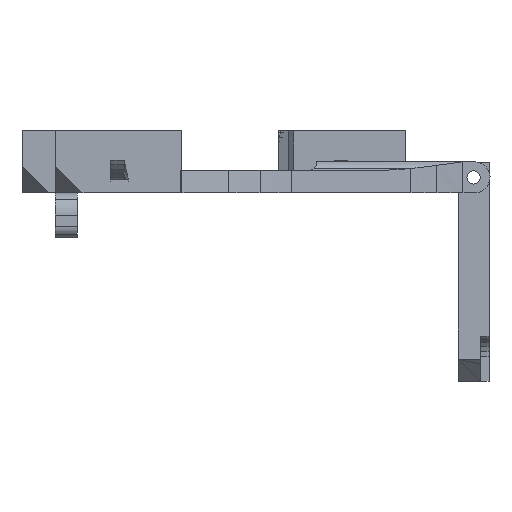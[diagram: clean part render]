
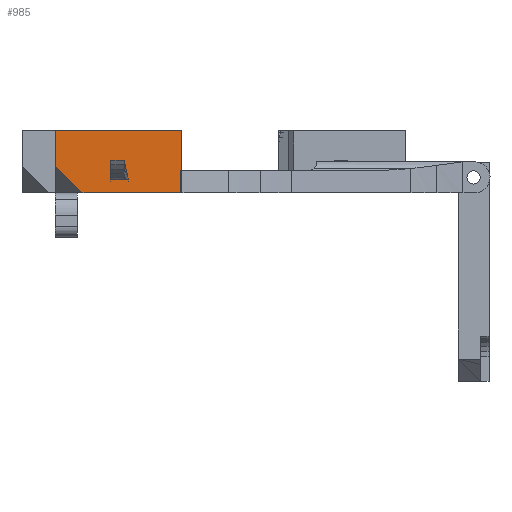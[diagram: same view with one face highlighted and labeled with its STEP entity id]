
A CAD part, left-side view. The second image highlights one B-rep face of the part: STEP entity #985.
In plain terms, the highlighted planar face has unit normal (-1, 0, 0).
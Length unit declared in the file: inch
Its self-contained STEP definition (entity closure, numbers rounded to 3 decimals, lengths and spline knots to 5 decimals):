
#985=ADVANCED_FACE('',(#2818,#2819),#2820,.T.);
#2818=FACE_BOUND('',#5507,.T.);
#2819=FACE_OUTER_BOUND('',#5508,.T.);
#2820=PLANE('',#5509);
#5507=EDGE_LOOP('',(#8302,#8303,#8304,#8305,#8306,#8307,#8308));
#5508=EDGE_LOOP('',(#8309,#8310,#8311,#8312,#8313,#8314,#8315,#8316,#8317));
#5509=AXIS2_PLACEMENT_3D('',#8318,#8319,#8320);
#8302=ORIENTED_EDGE('',*,*,#16281,.F.);
#8303=ORIENTED_EDGE('',*,*,#16282,.F.);
#8304=ORIENTED_EDGE('',*,*,#16283,.T.);
#8305=ORIENTED_EDGE('',*,*,#16284,.T.);
#8306=ORIENTED_EDGE('',*,*,#16285,.T.);
#8307=ORIENTED_EDGE('',*,*,#16286,.F.);
#8308=ORIENTED_EDGE('',*,*,#16287,.F.);
#8309=ORIENTED_EDGE('',*,*,#16288,.F.);
#8310=ORIENTED_EDGE('',*,*,#16289,.T.);
#8311=ORIENTED_EDGE('',*,*,#16290,.T.);
#8312=ORIENTED_EDGE('',*,*,#16291,.T.);
#8313=ORIENTED_EDGE('',*,*,#16292,.T.);
#8314=ORIENTED_EDGE('',*,*,#16293,.T.);
#8315=ORIENTED_EDGE('',*,*,#16294,.T.);
#8316=ORIENTED_EDGE('',*,*,#16295,.T.);
#8317=ORIENTED_EDGE('',*,*,#16296,.F.);
#8318=CARTESIAN_POINT('',(-1.37835,0.25926,0.19685));
#8319=DIRECTION('',(-1.0,0.0,0.0));
#8320=DIRECTION('',(0.0,-0.0,1.0));
#16281=EDGE_CURVE('',#19507,#19508,#19509,.T.);
#16282=EDGE_CURVE('',#19510,#19507,#19511,.T.);
#16283=EDGE_CURVE('',#19510,#19512,#19513,.T.);
#16284=EDGE_CURVE('',#19512,#19514,#19515,.T.);
#16285=EDGE_CURVE('',#19514,#19516,#19517,.T.);
#16286=EDGE_CURVE('',#19518,#19516,#19519,.T.);
#16287=EDGE_CURVE('',#19508,#19518,#19520,.T.);
#16288=EDGE_CURVE('',#19521,#19522,#19523,.T.);
#16289=EDGE_CURVE('',#19521,#19524,#19525,.T.);
#16290=EDGE_CURVE('',#19524,#19526,#19527,.T.);
#16291=EDGE_CURVE('',#19526,#19528,#19529,.T.);
#16292=EDGE_CURVE('',#19528,#19530,#19531,.F.);
#16293=EDGE_CURVE('',#19530,#19532,#19533,.F.);
#16294=EDGE_CURVE('',#19532,#19534,#19535,.F.);
#16295=EDGE_CURVE('',#19534,#19536,#19537,.T.);
#16296=EDGE_CURVE('',#19522,#19536,#19538,.T.);
#19507=VERTEX_POINT('',#24285);
#19508=VERTEX_POINT('',#24286);
#19509=LINE('',#24287,#24288);
#19510=VERTEX_POINT('',#24289);
#19511=LINE('',#24290,#24291);
#19512=VERTEX_POINT('',#24292);
#19513=LINE('',#24293,#24294);
#19514=VERTEX_POINT('',#24295);
#19515=LINE('',#24296,#24297);
#19516=VERTEX_POINT('',#24298);
#19517=LINE('',#24299,#24300);
#19518=VERTEX_POINT('',#24301);
#19519=LINE('',#24302,#24303);
#19520=LINE('',#24304,#24305);
#19521=VERTEX_POINT('',#24306);
#19522=VERTEX_POINT('',#24307);
#19523=LINE('',#24308,#24309);
#19524=VERTEX_POINT('',#24310);
#19525=LINE('',#24311,#24312);
#19526=VERTEX_POINT('',#24313);
#19527=LINE('',#24314,#24315);
#19528=VERTEX_POINT('',#24316);
#19529=LINE('',#24317,#24318);
#19530=VERTEX_POINT('',#24319);
#19531=LINE('',#24320,#24321);
#19532=VERTEX_POINT('',#24322);
#19533=LINE('',#24323,#24324);
#19534=VERTEX_POINT('',#24325);
#19535=LINE('',#24326,#24327);
#19536=VERTEX_POINT('',#24328);
#19537=LINE('',#24329,#24330);
#19538=LINE('',#24331,#24332);
#24285=CARTESIAN_POINT('',(-1.37835,0.87638,0.29089));
#24286=CARTESIAN_POINT('',(-1.37835,0.87638,0.11536));
#24287=CARTESIAN_POINT('',(-1.37835,0.87638,0.20182));
#24288=VECTOR('',#31185,1.0);
#24289=CARTESIAN_POINT('',(-1.37835,0.75827,0.29089));
#24290=CARTESIAN_POINT('',(-1.37835,0.50877,0.29089));
#24291=VECTOR('',#31186,1.0);
#24292=CARTESIAN_POINT('',(-1.37835,0.74543,0.22548));
#24293=CARTESIAN_POINT('',(-1.37835,0.73626,0.17878));
#24294=VECTOR('',#31187,1.0);
#24295=CARTESIAN_POINT('',(-1.37835,0.72404,0.13193));
#24296=CARTESIAN_POINT('',(-1.37835,0.72853,0.15157));
#24297=VECTOR('',#31188,1.0);
#24298=CARTESIAN_POINT('',(-1.37835,0.72283,0.12725));
#24299=CARTESIAN_POINT('',(-1.37835,0.71663,0.10313));
#24300=VECTOR('',#31189,1.0);
#24301=CARTESIAN_POINT('',(-1.37835,0.72283,0.11536));
#24302=CARTESIAN_POINT('',(-1.37835,0.72283,0.09843));
#24303=VECTOR('',#31190,1.0);
#24304=CARTESIAN_POINT('',(-1.37835,0.49105,0.11536));
#24305=VECTOR('',#31191,1.0);
#24306=CARTESIAN_POINT('',(-1.37835,1.3685,0.55118));
#24307=CARTESIAN_POINT('',(-1.37835,0.24646,0.55118));
#24308=CARTESIAN_POINT('',(-1.37835,0.81388,0.55118));
#24309=VECTOR('',#31192,1.0);
#24310=CARTESIAN_POINT('',(-1.37835,1.3685,0.23855));
#24311=CARTESIAN_POINT('',(-1.37835,1.3685,0.29069));
#24312=VECTOR('',#31193,1.0);
#24313=CARTESIAN_POINT('',(-1.37835,1.13228,0.0));
#24314=CARTESIAN_POINT('',(-1.37835,1.02385,-0.1095));
#24315=VECTOR('',#31194,1.0);
#24316=CARTESIAN_POINT('',(-1.37835,0.25759,0.0));
#24317=CARTESIAN_POINT('',(-1.37835,0.38451,0.0));
#24318=VECTOR('',#31195,1.0);
#24319=CARTESIAN_POINT('',(-1.37835,0.25926,0.19685));
#24320=CARTESIAN_POINT('',(-1.37835,0.25926,0.09843));
#24321=VECTOR('',#31196,1.0);
#24322=CARTESIAN_POINT('',(-1.37835,0.248,0.19685));
#24323=CARTESIAN_POINT('',(-1.37835,0.25926,0.19685));
#24324=VECTOR('',#31197,1.0);
#24325=CARTESIAN_POINT('',(-1.37835,0.248,0.0));
#24326=CARTESIAN_POINT('',(-1.37835,0.248,0.19685));
#24327=VECTOR('',#31198,1.0);
#24328=CARTESIAN_POINT('',(-1.37835,0.24646,0.0));
#24329=CARTESIAN_POINT('',(-1.37835,0.38451,0.0));
#24330=VECTOR('',#31199,1.0);
#24331=CARTESIAN_POINT('',(-1.37835,0.24646,0.09843));
#24332=VECTOR('',#31200,1.0);
#31185=DIRECTION('',(0.0,0.0,-1.0));
#31186=DIRECTION('',(0.0,1.0,0.0));
#31187=DIRECTION('',(-0.0,-0.193,-0.981));
#31188=DIRECTION('',(-0.0,-0.223,-0.975));
#31189=DIRECTION('',(-0.0,-0.249,-0.968));
#31190=DIRECTION('',(0.0,-0.0,1.0));
#31191=DIRECTION('',(-0.0,-1.0,0.0));
#31192=DIRECTION('',(0.0,-1.0,0.0));
#31193=DIRECTION('',(0.0,0.0,-1.0));
#31194=DIRECTION('',(-0.0,-0.704,-0.711));
#31195=DIRECTION('',(-0.0,-1.0,-0.0));
#31196=DIRECTION('',(0.0,0.0,-1.0));
#31197=DIRECTION('',(0.0,1.0,-0.0));
#31198=DIRECTION('',(0.0,-0.0,1.0));
#31199=DIRECTION('',(-0.0,-1.0,-0.0));
#31200=DIRECTION('',(-0.0,-0.0,-1.0));
